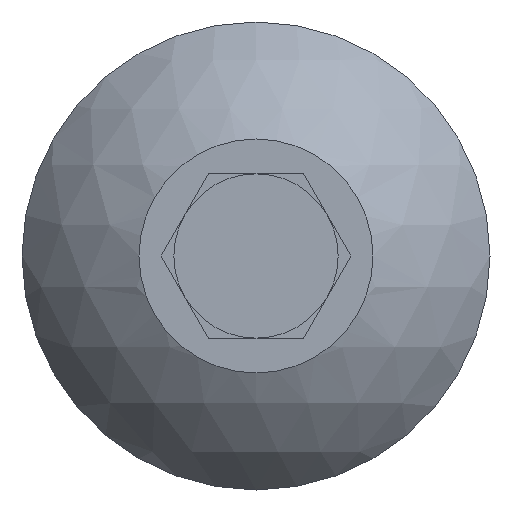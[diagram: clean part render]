
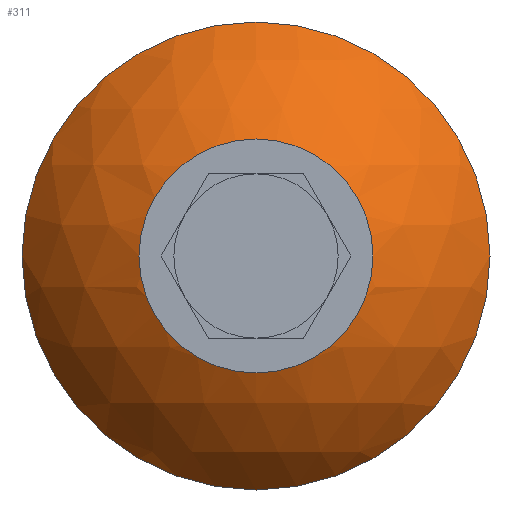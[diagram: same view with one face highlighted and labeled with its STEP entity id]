
A CAD part, left-side view. The second image highlights one B-rep face of the part: STEP entity #311.
In plain terms, the highlighted spherical face has radius 3.351 mm.
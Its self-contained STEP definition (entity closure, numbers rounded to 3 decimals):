
#30=FACE_BOUND('',#64,.T.);
#33=SPHERICAL_SURFACE('',#359,3.351);
#42=FACE_OUTER_BOUND('',#63,.T.);
#63=EDGE_LOOP('',(#244));
#64=EDGE_LOOP('',(#245));
#93=CIRCLE('',#357,2.85);
#95=CIRCLE('',#360,1.425);
#163=VERTEX_POINT('',#507);
#165=VERTEX_POINT('',#513);
#192=EDGE_CURVE('',#163,#163,#93,.T.);
#195=EDGE_CURVE('',#165,#165,#95,.T.);
#244=ORIENTED_EDGE('',*,*,#192,.T.);
#245=ORIENTED_EDGE('',*,*,#195,.F.);
#311=ADVANCED_FACE('',(#42,#30),#33,.T.);
#357=AXIS2_PLACEMENT_3D('',#508,#413,#414);
#359=AXIS2_PLACEMENT_3D('',#512,#418,#419);
#360=AXIS2_PLACEMENT_3D('',#514,#420,#421);
#413=DIRECTION('center_axis',(-1.,0.,0.));
#414=DIRECTION('ref_axis',(0.,0.,1.));
#418=DIRECTION('center_axis',(0.,0.,-1.));
#419=DIRECTION('ref_axis',(0.,1.,0.));
#420=DIRECTION('center_axis',(-1.,0.,0.));
#421=DIRECTION('ref_axis',(0.,0.,1.));
#507=CARTESIAN_POINT('',(1.27,0.,-2.85));
#508=CARTESIAN_POINT('Origin',(1.27,0.,0.));
#512=CARTESIAN_POINT('Origin',(3.033,0.,0.));
#513=CARTESIAN_POINT('',(0.,1.425,0.));
#514=CARTESIAN_POINT('Origin',(0.,0.,0.));
